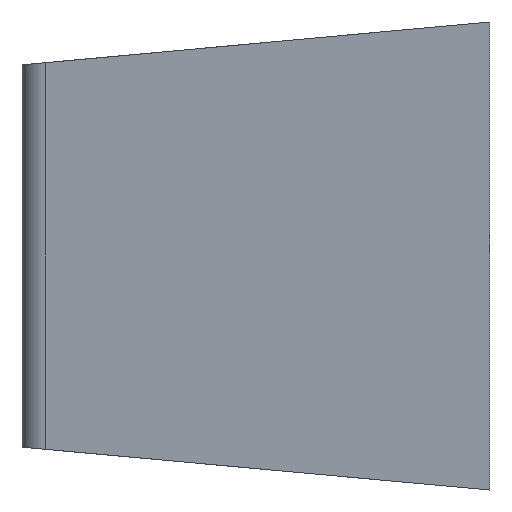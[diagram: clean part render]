
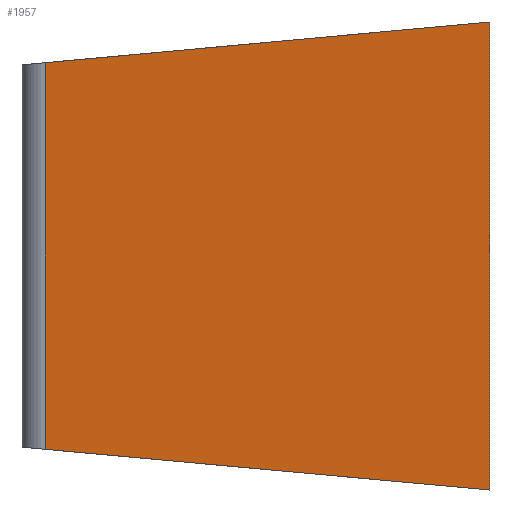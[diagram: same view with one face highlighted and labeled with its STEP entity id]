
A CAD part, left-side view. The second image highlights one B-rep face of the part: STEP entity #1957.
In plain terms, the highlighted planar face has unit normal (-0.99, 0.139, 0).
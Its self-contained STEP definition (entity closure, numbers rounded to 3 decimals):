
#181=FACE_OUTER_BOUND('',#286,.T.);
#286=EDGE_LOOP('',(#1536,#1537,#1538,#1539));
#396=LINE('',#2914,#600);
#438=LINE('',#3085,#642);
#440=LINE('',#3090,#644);
#486=LINE('',#3269,#690);
#600=VECTOR('',#2296,11.1);
#642=VECTOR('',#2428,10.701);
#644=VECTOR('',#2432,10.701);
#690=VECTOR('',#2580,9.168);
#802=VERTEX_POINT('',#2911);
#803=VERTEX_POINT('',#2913);
#887=VERTEX_POINT('',#3083);
#889=VERTEX_POINT('',#3089);
#1012=EDGE_CURVE('',#802,#803,#396,.T.);
#1098=EDGE_CURVE('',#887,#802,#438,.T.);
#1100=EDGE_CURVE('',#803,#889,#440,.T.);
#1190=EDGE_CURVE('',#889,#887,#486,.T.);
#1536=ORIENTED_EDGE('',*,*,#1098,.F.);
#1537=ORIENTED_EDGE('',*,*,#1190,.F.);
#1538=ORIENTED_EDGE('',*,*,#1100,.F.);
#1539=ORIENTED_EDGE('',*,*,#1012,.F.);
#1893=PLANE('',#2155);
#1957=ADVANCED_FACE('',(#181),#1893,.T.);
#2155=AXIS2_PLACEMENT_3D('',#3268,#2578,#2579);
#2296=DIRECTION('',(0.,0.,-1.));
#2428=DIRECTION('',(-0.139,-0.986,0.09));
#2432=DIRECTION('',(0.139,0.986,0.09));
#2578=DIRECTION('center_axis',(-0.99,0.139,0.));
#2579=DIRECTION('ref_axis',(-0.139,-0.99,0.));
#2580=DIRECTION('',(0.,0.,1.));
#2911=CARTESIAN_POINT('',(-11.113,0.,5.55));
#2913=CARTESIAN_POINT('',(-11.113,0.,-5.55));
#2914=CARTESIAN_POINT('',(-11.113,0.,0.));
#3083=CARTESIAN_POINT('',(-9.629,10.553,4.584));
#3085=CARTESIAN_POINT('',(-9.471,11.683,4.48));
#3089=CARTESIAN_POINT('',(-9.629,10.553,-4.584));
#3090=CARTESIAN_POINT('',(-10.236,6.24,-4.979));
#3268=CARTESIAN_POINT('Origin',(-9.629,10.553,0.));
#3269=CARTESIAN_POINT('',(-9.629,10.553,0.));
